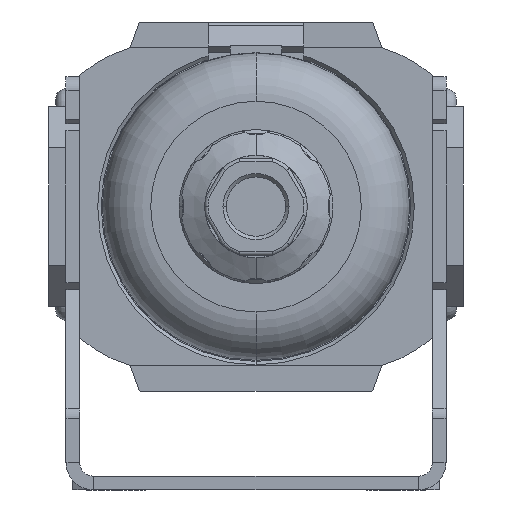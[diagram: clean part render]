
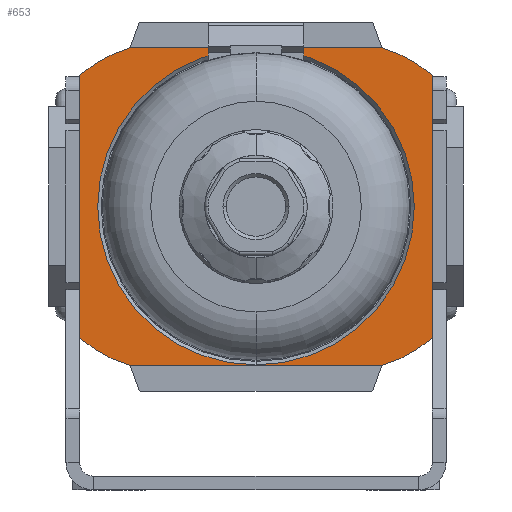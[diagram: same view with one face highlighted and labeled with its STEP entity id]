
A CAD part, front view. The second image highlights one B-rep face of the part: STEP entity #653.
In plain terms, the highlighted planar face has unit normal (0, -1, 0).
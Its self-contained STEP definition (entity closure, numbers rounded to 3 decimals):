
#62 = AXIS2_PLACEMENT_3D ( 'NONE', #294, #6881, #1260 ) ;
#82 = LINE ( 'NONE', #9432, #3593 ) ;
#279 = DIRECTION ( 'NONE',  ( 0., -1., 0. ) ) ;
#294 = CARTESIAN_POINT ( 'NONE',  ( 0., -31., 0. ) ) ;
#582 = ORIENTED_EDGE ( 'NONE', *, *, #9911, .T. ) ;
#629 = DIRECTION ( 'NONE',  ( 1., 0., 0. ) ) ;
#653 = ADVANCED_FACE ( 'NONE', ( #4720, #1938 ), #10370, .F. ) ;
#661 = EDGE_LOOP ( 'NONE', ( #3334, #582, #1110, #1775, #2636, #765, #3133, #9225 ) ) ;
#707 = CIRCLE ( 'NONE', #9208, 20. ) ;
#765 = ORIENTED_EDGE ( 'NONE', *, *, #3808, .T. ) ;
#772 = LINE ( 'NONE', #8414, #3281 ) ;
#874 = DIRECTION ( 'NONE',  ( 0., 1., 0. ) ) ;
#896 = CIRCLE ( 'NONE', #62, 22.9 ) ;
#934 = VERTEX_POINT ( 'NONE', #7936 ) ;
#1110 = ORIENTED_EDGE ( 'NONE', *, *, #10857, .T. ) ;
#1144 = VERTEX_POINT ( 'NONE', #9115 ) ;
#1194 = VECTOR ( 'NONE', #8646, 1000. ) ;
#1196 = VERTEX_POINT ( 'NONE', #2641 ) ;
#1260 = DIRECTION ( 'NONE',  ( 0., 0., 1. ) ) ;
#1273 = EDGE_CURVE ( 'NONE', #11584, #934, #6880, .T. ) ;
#1362 = VERTEX_POINT ( 'NONE', #6516 ) ;
#1519 = LINE ( 'NONE', #7187, #10944 ) ;
#1699 = CIRCLE ( 'NONE', #7024, 20. ) ;
#1775 = ORIENTED_EDGE ( 'NONE', *, *, #6345, .F. ) ;
#1881 = CARTESIAN_POINT ( 'NONE',  ( 25.5, -31., 26.7 ) ) ;
#1938 = FACE_OUTER_BOUND ( 'NONE', #661, .T. ) ;
#2166 = DIRECTION ( 'NONE',  ( 0., 1., 0. ) ) ;
#2413 = VERTEX_POINT ( 'NONE', #9686 ) ;
#2490 = EDGE_CURVE ( 'NONE', #8988, #10958, #1699, .T. ) ;
#2636 = ORIENTED_EDGE ( 'NONE', *, *, #2490, .F. ) ;
#2641 = CARTESIAN_POINT ( 'NONE',  ( -18.217, -31., -23. ) ) ;
#2703 = CARTESIAN_POINT ( 'NONE',  ( 12.441, -31., -3.852 ) ) ;
#2778 = DIRECTION ( 'NONE',  ( -1., 0., 0. ) ) ;
#2858 = DIRECTION ( 'NONE',  ( 0., 0., -1. ) ) ;
#3133 = ORIENTED_EDGE ( 'NONE', *, *, #10219, .T. ) ;
#3281 = VECTOR ( 'NONE', #2778, 1000. ) ;
#3334 = ORIENTED_EDGE ( 'NONE', *, *, #9639, .F. ) ;
#3404 = CARTESIAN_POINT ( 'NONE',  ( 12.441, -31., 3.852 ) ) ;
#3593 = VECTOR ( 'NONE', #2858, 1000. ) ;
#3633 = DIRECTION ( 'NONE',  ( 1., 0., 0. ) ) ;
#3667 = LINE ( 'NONE', #4845, #1194 ) ;
#3808 = EDGE_CURVE ( 'NONE', #8988, #1362, #772, .T. ) ;
#3809 = CARTESIAN_POINT ( 'NONE',  ( 25.5, -31., 19. ) ) ;
#3869 = CARTESIAN_POINT ( 'NONE',  ( 18.217, -31., 23. ) ) ;
#4066 = EDGE_LOOP ( 'NONE', ( #5203, #6968 ) ) ;
#4258 = AXIS2_PLACEMENT_3D ( 'NONE', #1881, #11327, #5660 ) ;
#4349 = DIRECTION ( 'NONE',  ( 1., 0., 0. ) ) ;
#4720 = FACE_BOUND ( 'NONE', #4066, .T. ) ;
#4845 = CARTESIAN_POINT ( 'NONE',  ( -25.5, -31., 26.7 ) ) ;
#5203 = ORIENTED_EDGE ( 'NONE', *, *, #8533, .T. ) ;
#5660 = DIRECTION ( 'NONE',  ( 0., 0., 1. ) ) ;
#5925 = CARTESIAN_POINT ( 'NONE',  ( -12.441, -31., 3.852 ) ) ;
#6345 = EDGE_CURVE ( 'NONE', #10958, #1144, #82, .T. ) ;
#6483 = CIRCLE ( 'NONE', #7381, 20. ) ;
#6505 = VERTEX_POINT ( 'NONE', #8394 ) ;
#6512 = CARTESIAN_POINT ( 'NONE',  ( 0., -31., 0. ) ) ;
#6516 = CARTESIAN_POINT ( 'NONE',  ( -18.217, -31., 23. ) ) ;
#6866 = DIRECTION ( 'NONE',  ( -1., 0., 0. ) ) ;
#6880 = CIRCLE ( 'NONE', #8192, 22.9 ) ;
#6881 = DIRECTION ( 'NONE',  ( 0., 1., 0. ) ) ;
#6968 = ORIENTED_EDGE ( 'NONE', *, *, #1273, .T. ) ;
#7024 = AXIS2_PLACEMENT_3D ( 'NONE', #3404, #9987, #4349 ) ;
#7187 = CARTESIAN_POINT ( 'NONE',  ( 25.5, -31., -23. ) ) ;
#7381 = AXIS2_PLACEMENT_3D ( 'NONE', #2703, #9288, #3633 ) ;
#7443 = DIRECTION ( 'NONE',  ( 0., 0., 1. ) ) ;
#7774 = CARTESIAN_POINT ( 'NONE',  ( -12.441, -31., -3.852 ) ) ;
#7936 = CARTESIAN_POINT ( 'NONE',  ( 0., -31., -22.9 ) ) ;
#8192 = AXIS2_PLACEMENT_3D ( 'NONE', #6512, #874, #7443 ) ;
#8394 = CARTESIAN_POINT ( 'NONE',  ( -25.5, -31., -19. ) ) ;
#8410 = CARTESIAN_POINT ( 'NONE',  ( -25.5, -31., 19. ) ) ;
#8414 = CARTESIAN_POINT ( 'NONE',  ( 25.5, -31., 23. ) ) ;
#8533 = EDGE_CURVE ( 'NONE', #934, #11584, #896, .T. ) ;
#8624 = CARTESIAN_POINT ( 'NONE',  ( 0., -31., 22.9 ) ) ;
#8646 = DIRECTION ( 'NONE',  ( 0., 0., -1. ) ) ;
#8747 = DIRECTION ( 'NONE',  ( -1., 0., 0. ) ) ;
#8988 = VERTEX_POINT ( 'NONE', #3869 ) ;
#9031 = EDGE_CURVE ( 'NONE', #10899, #6505, #3667, .T. ) ;
#9115 = CARTESIAN_POINT ( 'NONE',  ( 25.5, -31., -19. ) ) ;
#9208 = AXIS2_PLACEMENT_3D ( 'NONE', #7774, #2166, #8747 ) ;
#9225 = ORIENTED_EDGE ( 'NONE', *, *, #9031, .T. ) ;
#9288 = DIRECTION ( 'NONE',  ( 0., -1., 0. ) ) ;
#9432 = CARTESIAN_POINT ( 'NONE',  ( 25.5, -31., 26.7 ) ) ;
#9639 = EDGE_CURVE ( 'NONE', #1196, #6505, #707, .T. ) ;
#9686 = CARTESIAN_POINT ( 'NONE',  ( 18.217, -31., -23. ) ) ;
#9911 = EDGE_CURVE ( 'NONE', #1196, #2413, #1519, .T. ) ;
#9987 = DIRECTION ( 'NONE',  ( 0., 1., 0. ) ) ;
#10219 = EDGE_CURVE ( 'NONE', #1362, #10899, #10505, .T. ) ;
#10370 = PLANE ( 'NONE',  #4258 ) ;
#10505 = CIRCLE ( 'NONE', #10656, 20. ) ;
#10656 = AXIS2_PLACEMENT_3D ( 'NONE', #5925, #279, #6866 ) ;
#10857 = EDGE_CURVE ( 'NONE', #2413, #1144, #6483, .T. ) ;
#10899 = VERTEX_POINT ( 'NONE', #8410 ) ;
#10944 = VECTOR ( 'NONE', #629, 1000. ) ;
#10958 = VERTEX_POINT ( 'NONE', #3809 ) ;
#11327 = DIRECTION ( 'NONE',  ( 0., 1., 0. ) ) ;
#11584 = VERTEX_POINT ( 'NONE', #8624 ) ;
